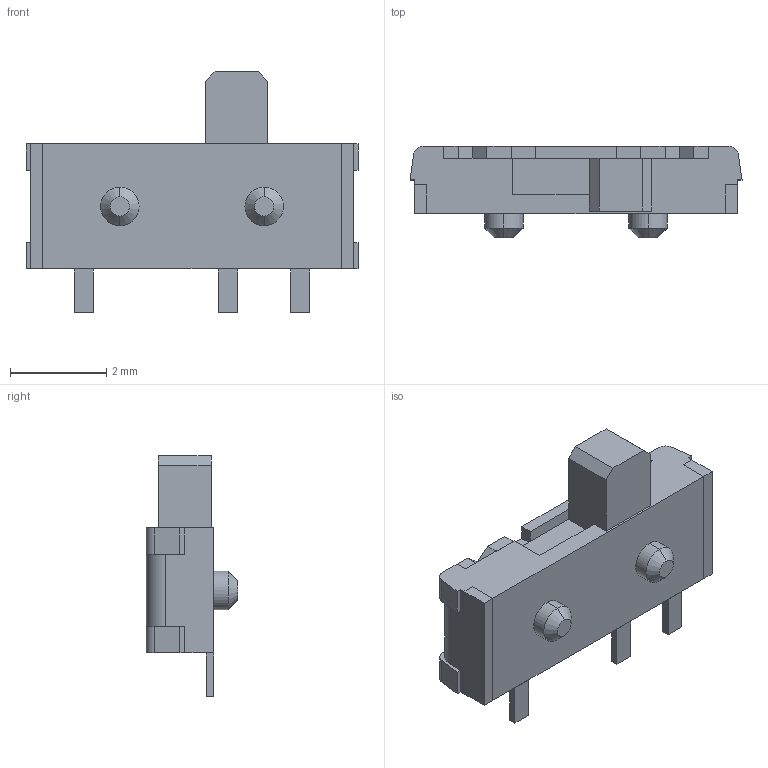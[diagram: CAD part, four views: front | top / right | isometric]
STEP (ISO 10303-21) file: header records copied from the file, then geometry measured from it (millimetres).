
FILE_DESCRIPTION (( 'STEP AP214' ), '1' );
FILE_NAME ('SSSS810701.STEP', '2021-08-23T12:40:37', ( '' ), ( '' ), 'SwSTEP 2.0', 'SolidWorks 2018', '' );
FILE_SCHEMA (( 'AUTOMOTIVE_DESIGN' ));
Length unit declared in the file: millimetre
Products named in the file (1): SSSS810701
Bounding box: 6.9 x 1.9 x 5 mm (x, y, z)
Volume: 26.5 mm3; surface area: 116.5 mm2
Topology: 5 solids, 5 shells, 141 faces, 367 edges, 238 vertices
Faces by surface type: plane 125, cylinder 12, cone 4
Entity records: 4717 total; most frequent: CARTESIAN_POINT 747, ORIENTED_EDGE 734, DIRECTION 679, EDGE_CURVE 367, LINE 339, VECTOR 339, VERTEX_POINT 238, AXIS2_PLACEMENT_3D 170
